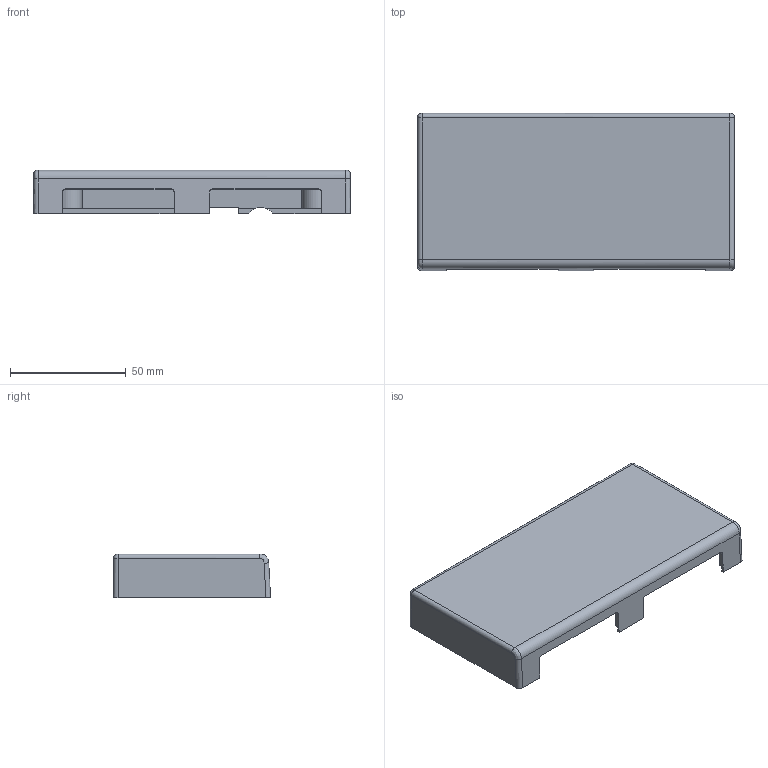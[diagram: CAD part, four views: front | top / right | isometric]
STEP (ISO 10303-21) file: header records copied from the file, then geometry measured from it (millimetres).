
FILE_DESCRIPTION(/* description */ ('STEP AP242','CAx-IF Rec.Pracs.---Representation and Presentation of Product Manufacturing Information (PMI)---4.0---2014-10-13','CAx-IF Rec.Pracs.---3D Tessellated Geometry---0.4---2014-09-14','2;1'),/* implementation_level */ '2;1');
FILE_NAME(/* name */ '687e5e839b7eec1ebb9a795e',/* time_stamp */ '2025-07-21T15:36:35Z',/* author */ (''),/* organization */ (''),/* preprocessor_version */ 'ST-DEVELOPER v20',/* originating_system */ 'ONSHAPE BY PTC INC, 1.201',/* authorisation */ ' ');
FILE_SCHEMA (('AP242_MANAGED_MODEL_BASED_3D_ENGINEERING_MIM_LF { 1 0 10303 442 1 1 4 }'));
Length unit declared in the file: metre
Products named in the file (1): Top
Bounding box: 137.19 x 68.03 x 18.92 mm (x, y, z)
Volume: 43256.1 mm3; surface area: 31154.7 mm2
Topology: 1 solids, 1 shells, 66 faces, 168 edges, 108 vertices
Faces by surface type: plane 41, bspline 20, cylinder 5
Full cylindrical faces by diameter (mm): 3.5 x2, 12 x2
Entity records: 4206 total; most frequent: CARTESIAN_POINT 2777, ORIENTED_EDGE 324, DIRECTION 214, EDGE_CURVE 162, VERTEX_POINT 106, LINE 96, VECTOR 96, EDGE_LOOP 74
